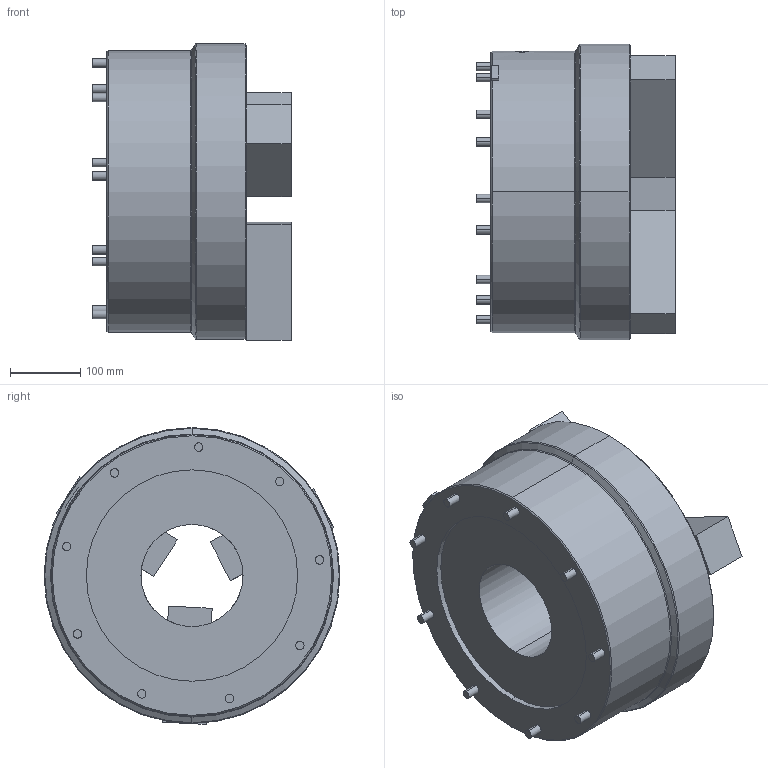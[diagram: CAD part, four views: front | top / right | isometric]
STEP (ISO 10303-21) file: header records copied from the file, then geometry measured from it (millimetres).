
FILE_DESCRIPTION (( 'STEP AP203' ), '1' );
FILE_NAME ('CF-AP-145.STEP', '2016-12-15T10:37:51', ( 'temp' ), ( '' ), 'SwSTEP 2.0', 'SolidWorks 2016', '' );
FILE_SCHEMA (( 'CONFIG_CONTROL_DESIGN' ));
Length unit declared in the file: millimetre
Products named in the file (1): CF-AP-145
Bounding box: 281.5 x 420 x 421.33 mm (x, y, z)
Volume: 23864166.4 mm3; surface area: 731234.8 mm2
Topology: 2 solids, 2 shells, 126 faces, 266 edges, 170 vertices
Faces by surface type: cylinder 58, plane 54, cone 6, sphere 4, torus 4
Entity records: 3681 total; most frequent: CARTESIAN_POINT 755, DIRECTION 660, ORIENTED_EDGE 532, AXIS2_PLACEMENT_3D 271, EDGE_CURVE 266, VERTEX_POINT 170, EDGE_LOOP 154, CIRCLE 144
